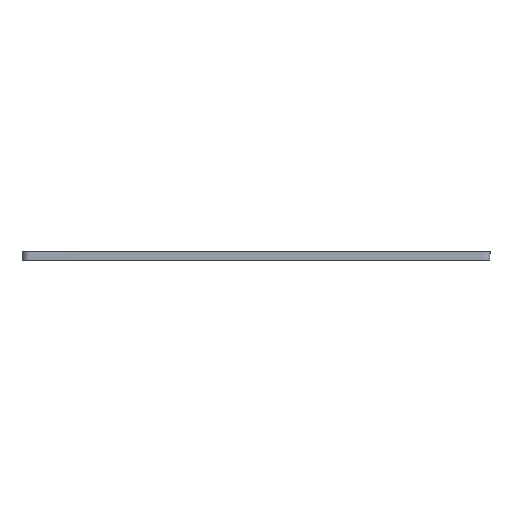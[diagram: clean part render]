
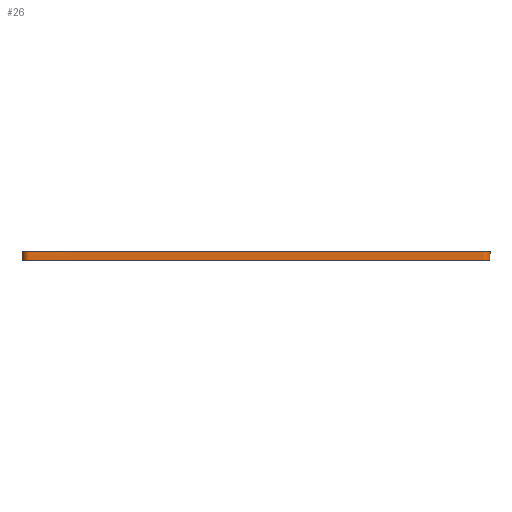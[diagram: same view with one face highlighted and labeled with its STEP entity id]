
A CAD part, front view. The second image highlights one B-rep face of the part: STEP entity #26.
In plain terms, the highlighted free-form (B-spline) face has degree [2, 1] with [17, 2] control points.
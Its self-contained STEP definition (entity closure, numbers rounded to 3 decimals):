
#26=ADVANCED_FACE('',(#125),#1199,.T.);
#125=FACE_OUTER_BOUND('',#224,.T.);
#224=EDGE_LOOP('',(#419,#420,#421,#422));
#419=ORIENTED_EDGE('',*,*,#807,.T.);
#420=ORIENTED_EDGE('',*,*,#808,.T.);
#421=ORIENTED_EDGE('',*,*,#809,.F.);
#422=ORIENTED_EDGE('',*,*,#808,.F.);
#807=EDGE_CURVE('',#1069,#1069,#874,.T.);
#808=EDGE_CURVE('',#1069,#1134,#875,.T.);
#809=EDGE_CURVE('',#1134,#1134,#876,.T.);
#874=(
BOUNDED_CURVE()
B_SPLINE_CURVE(2,(#1910,#1911,#1912,#1913,#1914,#1915,#1916,#1917,#1918,
#1919,#1920,#1921,#1922,#1923,#1924,#1925,#1926),.UNSPECIFIED.,.T.,.F.)
B_SPLINE_CURVE_WITH_KNOTS((3,2,2,2,2,2,2,2,3),(198.843,202.174,
204.059,207.329,209.214,212.484,214.369,
217.64,219.525),.UNSPECIFIED.)
CURVE()
GEOMETRIC_REPRESENTATION_ITEM()
RATIONAL_B_SPLINE_CURVE((1.,1.,1.,0.707,1.,1.,1.,0.707,
1.,1.,1.,0.707,1.,1.,1.,0.707,1.))
REPRESENTATION_ITEM('')
);
#875=(
BOUNDED_CURVE()
B_SPLINE_CURVE(1,(#1927,#1928),.UNSPECIFIED.,.F.,.F.)
B_SPLINE_CURVE_WITH_KNOTS((2,2),(0.,1.),.UNSPECIFIED.)
CURVE()
GEOMETRIC_REPRESENTATION_ITEM()
RATIONAL_B_SPLINE_CURVE((1.,1.))
REPRESENTATION_ITEM('')
);
#876=(
BOUNDED_CURVE()
B_SPLINE_CURVE(2,(#1929,#1930,#1931,#1932,#1933,#1934,#1935,#1936,#1937,
#1938,#1939,#1940,#1941,#1942,#1943,#1944,#1945),.UNSPECIFIED.,.T.,.F.)
B_SPLINE_CURVE_WITH_KNOTS((3,2,2,2,2,2,2,2,3),(198.843,202.174,
204.059,207.329,209.214,212.484,214.369,
217.64,219.525),.UNSPECIFIED.)
CURVE()
GEOMETRIC_REPRESENTATION_ITEM()
RATIONAL_B_SPLINE_CURVE((1.,1.,1.,0.707,1.,1.,1.,0.707,
1.,1.,1.,0.707,1.,1.,1.,0.707,1.))
REPRESENTATION_ITEM('')
);
#1069=VERTEX_POINT('',#1524);
#1134=VERTEX_POINT('',#1589);
#1199=(
BOUNDED_SURFACE()
B_SPLINE_SURFACE(2,1,((#1426,#1427),(#1428,#1429),(#1430,#1431),(#1432,
#1433),(#1434,#1435),(#1436,#1437),(#1438,#1439),(#1440,#1441),(#1442,#1443),
(#1444,#1445),(#1446,#1447),(#1448,#1449),(#1450,#1451),(#1452,#1453),(#1454,
#1455),(#1456,#1457),(#1458,#1459)),.UNSPECIFIED.,.T.,.F.,.F.)
B_SPLINE_SURFACE_WITH_KNOTS((3,2,2,2,2,2,2,2,3),(2,2),(198.843,
202.174,204.059,207.329,209.214,212.484,
214.369,217.64,219.525),(0.,1.),
 .UNSPECIFIED.)
GEOMETRIC_REPRESENTATION_ITEM()
RATIONAL_B_SPLINE_SURFACE(((1.,1.),(1.,1.),(1.,1.),(0.707,0.707),
(1.,1.),(1.,1.),(1.,1.),(0.707,0.707),(1.,1.),(1.,
1.),(1.,1.),(0.707,0.707),(1.,1.),(1.,1.),(1.,1.),
(0.707,0.707),(1.,1.)))
REPRESENTATION_ITEM('')
SURFACE()
);
#1426=CARTESIAN_POINT('',(27.975,36.5,10.73));
#1427=CARTESIAN_POINT('',(27.975,36.5,9.38));
#1428=CARTESIAN_POINT('',(27.975,-0.658,10.73));
#1429=CARTESIAN_POINT('',(27.975,-0.658,9.38));
#1430=CARTESIAN_POINT('',(27.975,-36.5,10.73));
#1431=CARTESIAN_POINT('',(27.975,-36.5,9.38));
#1432=CARTESIAN_POINT('',(27.975,-37.7,10.73));
#1433=CARTESIAN_POINT('',(27.975,-37.7,9.38));
#1434=CARTESIAN_POINT('',(26.775,-37.7,10.73));
#1435=CARTESIAN_POINT('',(26.775,-37.7,9.38));
#1436=CARTESIAN_POINT('',(-9.725,-37.7,10.73));
#1437=CARTESIAN_POINT('',(-9.725,-37.7,9.38));
#1438=CARTESIAN_POINT('',(-46.225,-37.7,10.73));
#1439=CARTESIAN_POINT('',(-46.225,-37.7,9.38));
#1440=CARTESIAN_POINT('',(-47.425,-37.7,10.73));
#1441=CARTESIAN_POINT('',(-47.425,-37.7,9.38));
#1442=CARTESIAN_POINT('',(-47.425,-36.5,10.73));
#1443=CARTESIAN_POINT('',(-47.425,-36.5,9.38));
#1444=CARTESIAN_POINT('',(-47.425,0.,10.73));
#1445=CARTESIAN_POINT('',(-47.425,0.,9.38));
#1446=CARTESIAN_POINT('',(-47.425,36.5,10.73));
#1447=CARTESIAN_POINT('',(-47.425,36.5,9.38));
#1448=CARTESIAN_POINT('',(-47.425,37.7,10.73));
#1449=CARTESIAN_POINT('',(-47.425,37.7,9.38));
#1450=CARTESIAN_POINT('',(-46.225,37.7,10.73));
#1451=CARTESIAN_POINT('',(-46.225,37.7,9.38));
#1452=CARTESIAN_POINT('',(-9.725,37.7,10.73));
#1453=CARTESIAN_POINT('',(-9.725,37.7,9.38));
#1454=CARTESIAN_POINT('',(26.775,37.7,10.73));
#1455=CARTESIAN_POINT('',(26.775,37.7,9.38));
#1456=CARTESIAN_POINT('',(27.975,37.7,10.73));
#1457=CARTESIAN_POINT('',(27.975,37.7,9.38));
#1458=CARTESIAN_POINT('',(27.975,36.5,10.73));
#1459=CARTESIAN_POINT('',(27.975,36.5,9.38));
#1524=CARTESIAN_POINT('',(27.975,36.5,10.73));
#1589=CARTESIAN_POINT('',(27.975,36.5,9.38));
#1910=CARTESIAN_POINT('',(27.975,36.5,10.73));
#1911=CARTESIAN_POINT('',(27.975,-0.658,10.73));
#1912=CARTESIAN_POINT('',(27.975,-36.5,10.73));
#1913=CARTESIAN_POINT('',(27.975,-37.7,10.73));
#1914=CARTESIAN_POINT('',(26.775,-37.7,10.73));
#1915=CARTESIAN_POINT('',(-9.725,-37.7,10.73));
#1916=CARTESIAN_POINT('',(-46.225,-37.7,10.73));
#1917=CARTESIAN_POINT('',(-47.425,-37.7,10.73));
#1918=CARTESIAN_POINT('',(-47.425,-36.5,10.73));
#1919=CARTESIAN_POINT('',(-47.425,0.,10.73));
#1920=CARTESIAN_POINT('',(-47.425,36.5,10.73));
#1921=CARTESIAN_POINT('',(-47.425,37.7,10.73));
#1922=CARTESIAN_POINT('',(-46.225,37.7,10.73));
#1923=CARTESIAN_POINT('',(-9.725,37.7,10.73));
#1924=CARTESIAN_POINT('',(26.775,37.7,10.73));
#1925=CARTESIAN_POINT('',(27.975,37.7,10.73));
#1926=CARTESIAN_POINT('',(27.975,36.5,10.73));
#1927=CARTESIAN_POINT('',(27.975,36.5,10.73));
#1928=CARTESIAN_POINT('',(27.975,36.5,9.38));
#1929=CARTESIAN_POINT('',(27.975,36.5,9.38));
#1930=CARTESIAN_POINT('',(27.975,-0.658,9.38));
#1931=CARTESIAN_POINT('',(27.975,-36.5,9.38));
#1932=CARTESIAN_POINT('',(27.975,-37.7,9.38));
#1933=CARTESIAN_POINT('',(26.775,-37.7,9.38));
#1934=CARTESIAN_POINT('',(-9.725,-37.7,9.38));
#1935=CARTESIAN_POINT('',(-46.225,-37.7,9.38));
#1936=CARTESIAN_POINT('',(-47.425,-37.7,9.38));
#1937=CARTESIAN_POINT('',(-47.425,-36.5,9.38));
#1938=CARTESIAN_POINT('',(-47.425,0.,9.38));
#1939=CARTESIAN_POINT('',(-47.425,36.5,9.38));
#1940=CARTESIAN_POINT('',(-47.425,37.7,9.38));
#1941=CARTESIAN_POINT('',(-46.225,37.7,9.38));
#1942=CARTESIAN_POINT('',(-9.725,37.7,9.38));
#1943=CARTESIAN_POINT('',(26.775,37.7,9.38));
#1944=CARTESIAN_POINT('',(27.975,37.7,9.38));
#1945=CARTESIAN_POINT('',(27.975,36.5,9.38));
